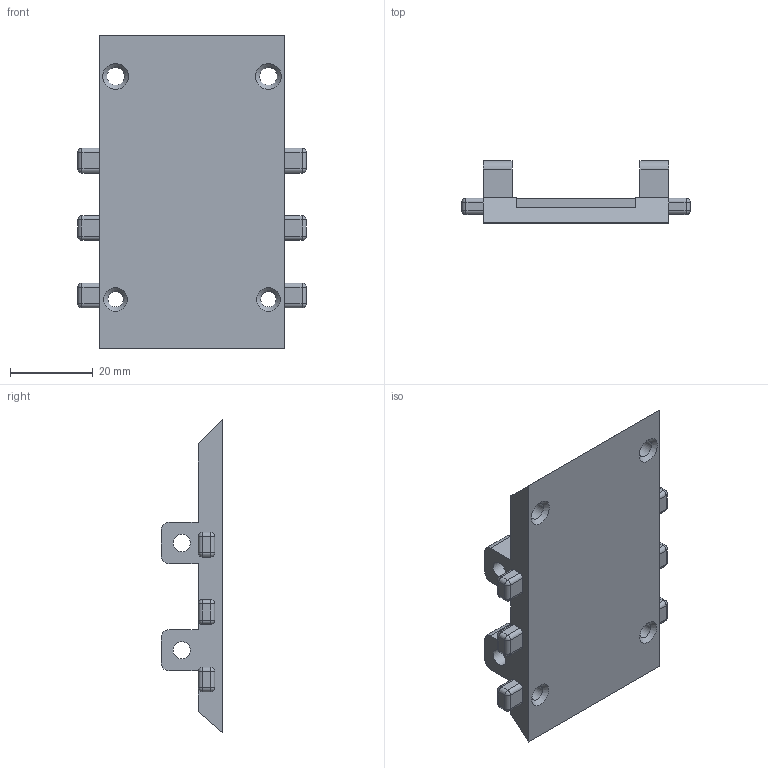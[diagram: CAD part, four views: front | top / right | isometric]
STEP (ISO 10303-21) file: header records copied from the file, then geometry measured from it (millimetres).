
FILE_DESCRIPTION(/* description */ (''),/* implementation_level */ '2;1');
FILE_NAME(/* name */ 'WeaponMountBaseV1.ipt.step',/* time_stamp */ '2024-02-27T11:31:12-06:00',/* author */ ('smz3rm'),/* organization */ (''),/* preprocessor_version */ 'ST-DEVELOPER v18',/* originating_system */ 'Autodesk Inventor 2020',/* authorisation */ '');
FILE_SCHEMA (('AUTOMOTIVE_DESIGN { 1 0 10303 214 3 1 1 }'));
Length unit declared in the file: millimetre
Products named in the file (1): WeaponMountBaseV1
Bounding box: 55.3 x 15 x 76 mm (x, y, z)
Volume: 17525 mm3; surface area: 10306.6 mm2
Topology: 1 solids, 1 shells, 143 faces, 349 edges, 210 vertices
Faces by surface type: cylinder 65, plane 50, sphere 24, cone 4
Full cylindrical faces by diameter (mm): 3.75 x2, 4.2 x4, 4.25 x2
Entity records: 4234 total; most frequent: DIRECTION 779, CARTESIAN_POINT 703, ORIENTED_EDGE 698, EDGE_CURVE 349, AXIS2_PLACEMENT_3D 286, VERTEX_POINT 210, LINE 207, VECTOR 207
